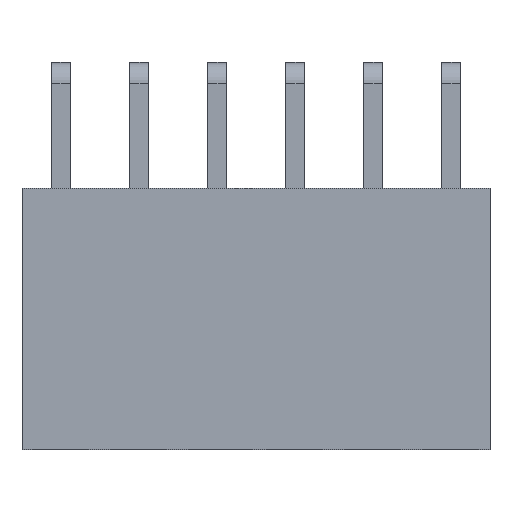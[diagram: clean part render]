
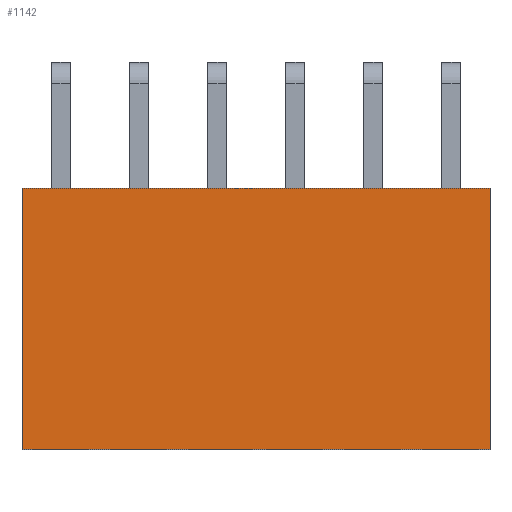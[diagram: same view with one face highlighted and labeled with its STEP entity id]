
A CAD part, top view. The second image highlights one B-rep face of the part: STEP entity #1142.
In plain terms, the highlighted planar face has unit normal (0, 0, 1).
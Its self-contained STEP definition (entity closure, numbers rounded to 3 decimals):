
#1142=ADVANCED_FACE('',(#7302),#7304,.T.);
#7302=FACE_BOUND('',#7303,.T.);
#7303=EDGE_LOOP('',(#12257,#12258,#12259,#12260));
#7304=PLANE('',#7305);
#7305=AXIS2_PLACEMENT_3D('',#7306,#7307,#7308);
#7306=CARTESIAN_POINT('',(1.27,-1.36,5.08));
#7307=DIRECTION('',(0.,0.,1.));
#7308=DIRECTION('',(-1.,0.,0.));
#12257=ORIENTED_EDGE('',*,*,#15609,.T.);
#12258=ORIENTED_EDGE('',*,*,#15851,.F.);
#12259=ORIENTED_EDGE('',*,*,#15616,.F.);
#12260=ORIENTED_EDGE('',*,*,#15900,.T.);
#15609=EDGE_CURVE('',#17797,#17795,#17798,.T.);
#15616=EDGE_CURVE('',#17807,#17809,#17810,.T.);
#15851=EDGE_CURVE('',#17809,#17795,#18227,.T.);
#15900=EDGE_CURVE('',#17807,#17797,#18324,.T.);
#17795=VERTEX_POINT('',#21641);
#17797=VERTEX_POINT('',#21645);
#17798=LINE('',#21646,#21647);
#17807=VERTEX_POINT('',#21667);
#17809=VERTEX_POINT('',#21671);
#17810=LINE('',#21672,#21673);
#18227=LINE('',#22587,#22588);
#18324=LINE('',#22782,#22783);
#21641=CARTESIAN_POINT('',(-1.27,-9.86,5.08));
#21645=CARTESIAN_POINT('',(-1.27,-1.36,5.08));
#21646=CARTESIAN_POINT('',(-1.27,-1.36,5.08));
#21647=VECTOR('',#21648,1.);
#21648=DIRECTION('',(0.,-1.,0.));
#21667=CARTESIAN_POINT('',(13.97,-1.36,5.08));
#21671=CARTESIAN_POINT('',(13.97,-9.86,5.08));
#21672=CARTESIAN_POINT('',(13.97,-1.36,5.08));
#21673=VECTOR('',#21674,1.);
#21674=DIRECTION('',(0.,-1.,0.));
#22587=CARTESIAN_POINT('',(13.97,-9.86,5.08));
#22588=VECTOR('',#22589,1.);
#22589=DIRECTION('',(-1.,0.,0.));
#22782=CARTESIAN_POINT('',(13.97,-1.36,5.08));
#22783=VECTOR('',#22784,1.);
#22784=DIRECTION('',(-1.,0.,0.));
